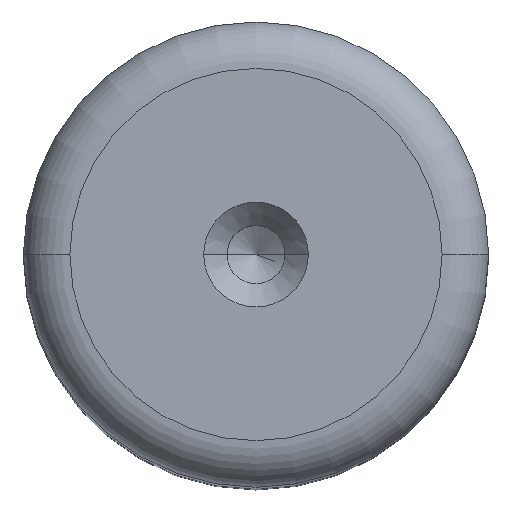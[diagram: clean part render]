
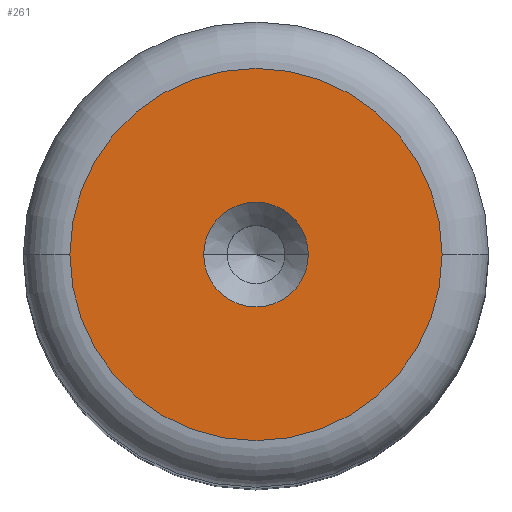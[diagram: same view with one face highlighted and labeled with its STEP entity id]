
A CAD part, top view. The second image highlights one B-rep face of the part: STEP entity #261.
In plain terms, the highlighted planar face has unit normal (0, 0, 1).
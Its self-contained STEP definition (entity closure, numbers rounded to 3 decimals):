
#33 = AXIS2_PLACEMENT_3D ( 'NONE', #198, #583, #265 ) ;
#103 = CARTESIAN_POINT ( 'NONE',  ( -8., 0., 70. ) ) ;
#116 = EDGE_CURVE ( 'NONE', #1369, #1542, #1321, .T. ) ;
#165 = CARTESIAN_POINT ( 'NONE',  ( 0., 0., 70. ) ) ;
#185 = CIRCLE ( 'NONE', #427, 8. ) ;
#198 = CARTESIAN_POINT ( 'NONE',  ( 0., 0., 70. ) ) ;
#207 = FACE_BOUND ( 'NONE', #1116, .T. ) ;
#261 = ADVANCED_FACE ( 'NONE', ( #207, #914 ), #370, .T. ) ;
#265 = DIRECTION ( 'NONE',  ( 1., 0., 0. ) ) ;
#276 = AXIS2_PLACEMENT_3D ( 'NONE', #165, #1041, #292 ) ;
#292 = DIRECTION ( 'NONE',  ( 1., 0., 0. ) ) ;
#295 = CARTESIAN_POINT ( 'NONE',  ( 0., 0., 70. ) ) ;
#323 = CARTESIAN_POINT ( 'NONE',  ( 8., 0., 70. ) ) ;
#370 = PLANE ( 'NONE',  #33 ) ;
#427 = AXIS2_PLACEMENT_3D ( 'NONE', #295, #1179, #428 ) ;
#428 = DIRECTION ( 'NONE',  ( 1., 0., 0. ) ) ;
#494 = CARTESIAN_POINT ( 'NONE',  ( 0., 0., 70. ) ) ;
#537 = EDGE_CURVE ( 'NONE', #855, #1323, #185, .T. ) ;
#574 = ORIENTED_EDGE ( 'NONE', *, *, #537, .T. ) ;
#583 = DIRECTION ( 'NONE',  ( 0., 0., 1. ) ) ;
#621 = DIRECTION ( 'NONE',  ( 1., 0., 0. ) ) ;
#642 = CIRCLE ( 'NONE', #276, 2.25 ) ;
#697 = EDGE_LOOP ( 'NONE', ( #962, #574 ) ) ;
#855 = VERTEX_POINT ( 'NONE', #103 ) ;
#874 = CIRCLE ( 'NONE', #1065, 8. ) ;
#901 = ORIENTED_EDGE ( 'NONE', *, *, #116, .F. ) ;
#914 = FACE_OUTER_BOUND ( 'NONE', #697, .T. ) ;
#962 = ORIENTED_EDGE ( 'NONE', *, *, #1054, .T. ) ;
#1008 = DIRECTION ( 'NONE',  ( 1., 0., 0. ) ) ;
#1041 = DIRECTION ( 'NONE',  ( 0., 0., 1. ) ) ;
#1054 = EDGE_CURVE ( 'NONE', #1323, #855, #874, .T. ) ;
#1065 = AXIS2_PLACEMENT_3D ( 'NONE', #494, #1364, #621 ) ;
#1078 = AXIS2_PLACEMENT_3D ( 'NONE', #1131, #1120, #1008 ) ;
#1116 = EDGE_LOOP ( 'NONE', ( #901, #1413 ) ) ;
#1120 = DIRECTION ( 'NONE',  ( 0., 0., 1. ) ) ;
#1131 = CARTESIAN_POINT ( 'NONE',  ( 0., 0., 70. ) ) ;
#1179 = DIRECTION ( 'NONE',  ( 0., 0., 1. ) ) ;
#1209 = CARTESIAN_POINT ( 'NONE',  ( 2.25, 0., 70. ) ) ;
#1210 = EDGE_CURVE ( 'NONE', #1542, #1369, #642, .T. ) ;
#1321 = CIRCLE ( 'NONE', #1078, 2.25 ) ;
#1323 = VERTEX_POINT ( 'NONE', #323 ) ;
#1364 = DIRECTION ( 'NONE',  ( 0., 0., 1. ) ) ;
#1369 = VERTEX_POINT ( 'NONE', #1209 ) ;
#1413 = ORIENTED_EDGE ( 'NONE', *, *, #1210, .F. ) ;
#1542 = VERTEX_POINT ( 'NONE', #1544 ) ;
#1544 = CARTESIAN_POINT ( 'NONE',  ( -2.25, 0., 70. ) ) ;
